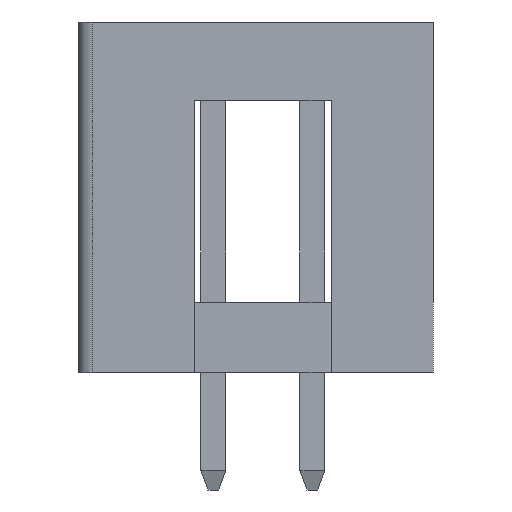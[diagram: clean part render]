
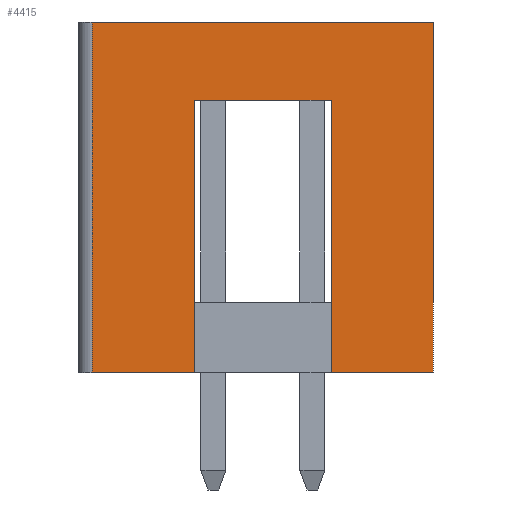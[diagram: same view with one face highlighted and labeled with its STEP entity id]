
A CAD part, left-side view. The second image highlights one B-rep face of the part: STEP entity #4415.
In plain terms, the highlighted planar face has unit normal (-1, 0, 0).
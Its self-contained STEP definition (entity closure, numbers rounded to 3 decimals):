
#25 = CARTESIAN_POINT ( 'NONE',  ( -10.16, -4.375, 0. ) ) ;
#354 = VECTOR ( 'NONE', #2839, 1000. ) ;
#419 = CARTESIAN_POINT ( 'NONE',  ( -10.16, -4.375, 1.8 ) ) ;
#452 = CARTESIAN_POINT ( 'NONE',  ( -10.16, -1.75, 0. ) ) ;
#502 = CARTESIAN_POINT ( 'NONE',  ( -10.16, 4.375, 9. ) ) ;
#516 = LINE ( 'NONE', #419, #5498 ) ;
#630 = LINE ( 'NONE', #4900, #354 ) ;
#684 = DIRECTION ( 'NONE',  ( 0., -1., 0. ) ) ;
#701 = EDGE_CURVE ( 'NONE', #3185, #1520, #6170, .T. ) ;
#987 = LINE ( 'NONE', #502, #6147 ) ;
#1140 = ORIENTED_EDGE ( 'NONE', *, *, #3701, .F. ) ;
#1213 = VERTEX_POINT ( 'NONE', #6091 ) ;
#1476 = EDGE_CURVE ( 'NONE', #1604, #1213, #6457, .T. ) ;
#1520 = VERTEX_POINT ( 'NONE', #2539 ) ;
#1604 = VERTEX_POINT ( 'NONE', #5686 ) ;
#1924 = VERTEX_POINT ( 'NONE', #25 ) ;
#1950 = CARTESIAN_POINT ( 'NONE',  ( -10.16, 1.75, -3.59 ) ) ;
#2051 = DIRECTION ( 'NONE',  ( 0., -1., 0. ) ) ;
#2076 = VECTOR ( 'NONE', #2511, 1000. ) ;
#2226 = VECTOR ( 'NONE', #3439, 1000. ) ;
#2312 = CARTESIAN_POINT ( 'NONE',  ( -10.16, 4.375, 1.8 ) ) ;
#2390 = LINE ( 'NONE', #2312, #2226 ) ;
#2455 = VECTOR ( 'NONE', #2051, 1000. ) ;
#2491 = EDGE_CURVE ( 'NONE', #6797, #1604, #2390, .T. ) ;
#2511 = DIRECTION ( 'NONE',  ( 0., 0., 1. ) ) ;
#2539 = CARTESIAN_POINT ( 'NONE',  ( -10.16, 1.75, 7. ) ) ;
#2839 = DIRECTION ( 'NONE',  ( 0., 0., 1. ) ) ;
#3185 = VERTEX_POINT ( 'NONE', #6668 ) ;
#3224 = DIRECTION ( 'NONE',  ( 0., 1., 0. ) ) ;
#3351 = EDGE_CURVE ( 'NONE', #5222, #1924, #3604, .T. ) ;
#3439 = DIRECTION ( 'NONE',  ( 0., 0., -1. ) ) ;
#3551 = CARTESIAN_POINT ( 'NONE',  ( -10.16, 1.75, 7. ) ) ;
#3604 = LINE ( 'NONE', #6528, #2455 ) ;
#3682 = DIRECTION ( 'NONE',  ( 0., 0., -1. ) ) ;
#3701 = EDGE_CURVE ( 'NONE', #5222, #3185, #630, .T. ) ;
#3871 = EDGE_CURVE ( 'NONE', #4148, #6797, #987, .T. ) ;
#4090 = EDGE_CURVE ( 'NONE', #1213, #1520, #6164, .T. ) ;
#4126 = DIRECTION ( 'NONE',  ( 0., 0., -1. ) ) ;
#4137 = EDGE_LOOP ( 'NONE', ( #6208, #1140, #4648, #5014, #6254, #5438, #5597, #6636 ) ) ;
#4148 = VERTEX_POINT ( 'NONE', #5521 ) ;
#4194 = DIRECTION ( 'NONE',  ( 1., 0., 0. ) ) ;
#4386 = AXIS2_PLACEMENT_3D ( 'NONE', #6584, #4194, #3682 ) ;
#4415 = ADVANCED_FACE ( 'NONE', ( #4493 ), #4428, .F. ) ;
#4428 = PLANE ( 'NONE',  #4386 ) ;
#4493 = FACE_OUTER_BOUND ( 'NONE', #4137, .T. ) ;
#4648 = ORIENTED_EDGE ( 'NONE', *, *, #3351, .T. ) ;
#4791 = DIRECTION ( 'NONE',  ( 0., 1., 0. ) ) ;
#4824 = VECTOR ( 'NONE', #684, 1000. ) ;
#4900 = CARTESIAN_POINT ( 'NONE',  ( -10.16, -1.75, -3.59 ) ) ;
#5014 = ORIENTED_EDGE ( 'NONE', *, *, #5289, .F. ) ;
#5222 = VERTEX_POINT ( 'NONE', #452 ) ;
#5289 = EDGE_CURVE ( 'NONE', #4148, #1924, #516, .T. ) ;
#5438 = ORIENTED_EDGE ( 'NONE', *, *, #2491, .T. ) ;
#5498 = VECTOR ( 'NONE', #4126, 1000. ) ;
#5521 = CARTESIAN_POINT ( 'NONE',  ( -10.16, -4.375, 9. ) ) ;
#5597 = ORIENTED_EDGE ( 'NONE', *, *, #1476, .T. ) ;
#5686 = CARTESIAN_POINT ( 'NONE',  ( -10.16, 4.375, 0. ) ) ;
#6079 = CARTESIAN_POINT ( 'NONE',  ( -10.16, 4.375, 9. ) ) ;
#6091 = CARTESIAN_POINT ( 'NONE',  ( -10.16, 1.75, 0. ) ) ;
#6147 = VECTOR ( 'NONE', #3224, 1000. ) ;
#6164 = LINE ( 'NONE', #1950, #2076 ) ;
#6170 = LINE ( 'NONE', #3551, #6665 ) ;
#6208 = ORIENTED_EDGE ( 'NONE', *, *, #701, .F. ) ;
#6254 = ORIENTED_EDGE ( 'NONE', *, *, #3871, .T. ) ;
#6457 = LINE ( 'NONE', #6523, #4824 ) ;
#6523 = CARTESIAN_POINT ( 'NONE',  ( -10.16, -4.375, 0. ) ) ;
#6528 = CARTESIAN_POINT ( 'NONE',  ( -10.16, -4.375, 0. ) ) ;
#6584 = CARTESIAN_POINT ( 'NONE',  ( -10.16, -4.375, 1.8 ) ) ;
#6636 = ORIENTED_EDGE ( 'NONE', *, *, #4090, .T. ) ;
#6665 = VECTOR ( 'NONE', #4791, 1000. ) ;
#6668 = CARTESIAN_POINT ( 'NONE',  ( -10.16, -1.75, 7. ) ) ;
#6797 = VERTEX_POINT ( 'NONE', #6079 ) ;
